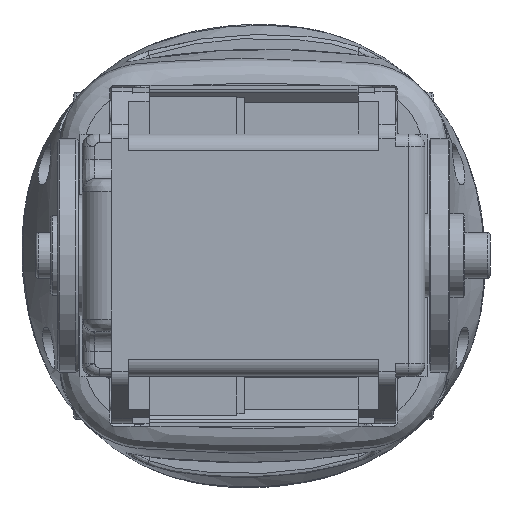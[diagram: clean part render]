
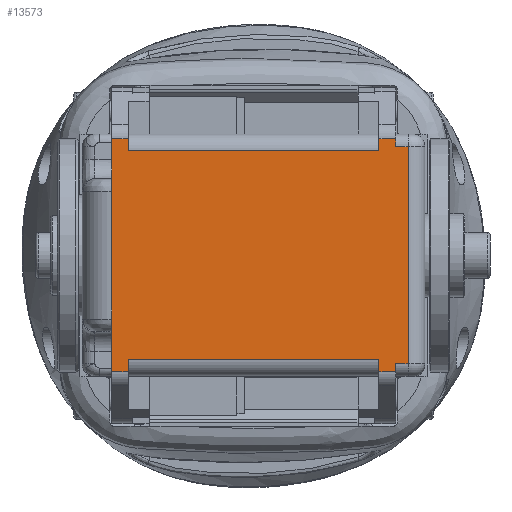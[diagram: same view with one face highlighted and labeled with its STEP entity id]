
A CAD part, top view. The second image highlights one B-rep face of the part: STEP entity #13573.
In plain terms, the highlighted planar face has unit normal (0, 0, 1).
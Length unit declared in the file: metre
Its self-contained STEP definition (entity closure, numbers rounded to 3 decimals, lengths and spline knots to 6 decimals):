
#3199=ORIENTED_EDGE('',*,*,#6042,.T.);
#3200=ORIENTED_EDGE('',*,*,#6043,.T.);
#3201=ORIENTED_EDGE('',*,*,#6044,.T.);
#3202=ORIENTED_EDGE('',*,*,#6045,.T.);
#3203=ORIENTED_EDGE('',*,*,#6046,.F.);
#3204=ORIENTED_EDGE('',*,*,#6047,.T.);
#3205=ORIENTED_EDGE('',*,*,#6048,.T.);
#3206=ORIENTED_EDGE('',*,*,#6049,.T.);
#3207=ORIENTED_EDGE('',*,*,#6050,.T.);
#3208=ORIENTED_EDGE('',*,*,#6051,.T.);
#3209=ORIENTED_EDGE('',*,*,#6052,.F.);
#3210=ORIENTED_EDGE('',*,*,#6053,.T.);
#3211=ORIENTED_EDGE('',*,*,#6054,.T.);
#3212=ORIENTED_EDGE('',*,*,#6055,.T.);
#3213=ORIENTED_EDGE('',*,*,#6056,.T.);
#3214=ORIENTED_EDGE('',*,*,#6057,.T.);
#3215=ORIENTED_EDGE('',*,*,#6026,.F.);
#3216=ORIENTED_EDGE('',*,*,#6058,.F.);
#6026=EDGE_CURVE('',#7663,#7664,#8658,.T.);
#6042=EDGE_CURVE('',#7674,#7675,#8664,.T.);
#6043=EDGE_CURVE('',#7675,#7676,#8665,.F.);
#6044=EDGE_CURVE('',#7676,#7677,#8666,.F.);
#6045=EDGE_CURVE('',#7677,#7678,#8667,.F.);
#6046=EDGE_CURVE('',#7679,#7678,#8668,.F.);
#6047=EDGE_CURVE('',#7679,#7680,#8669,.F.);
#6048=EDGE_CURVE('',#7680,#7681,#8670,.F.);
#6049=EDGE_CURVE('',#7681,#7682,#8671,.F.);
#6050=EDGE_CURVE('',#7682,#7683,#8672,.F.);
#6051=EDGE_CURVE('',#7683,#7684,#8673,.T.);
#6052=EDGE_CURVE('',#7685,#7684,#8674,.F.);
#6053=EDGE_CURVE('',#7685,#7686,#8675,.T.);
#6054=EDGE_CURVE('',#7686,#7687,#8676,.F.);
#6055=EDGE_CURVE('',#7687,#7688,#8677,.T.);
#6056=EDGE_CURVE('',#7688,#7689,#8678,.T.);
#6057=EDGE_CURVE('',#7689,#7664,#8679,.T.);
#6058=EDGE_CURVE('',#7674,#7663,#8680,.F.);
#7663=VERTEX_POINT('',#23546);
#7664=VERTEX_POINT('',#23547);
#7674=VERTEX_POINT('',#23581);
#7675=VERTEX_POINT('',#23582);
#7676=VERTEX_POINT('',#23584);
#7677=VERTEX_POINT('',#23586);
#7678=VERTEX_POINT('',#23588);
#7679=VERTEX_POINT('',#23590);
#7680=VERTEX_POINT('',#23592);
#7681=VERTEX_POINT('',#23594);
#7682=VERTEX_POINT('',#23596);
#7683=VERTEX_POINT('',#23598);
#7684=VERTEX_POINT('',#23600);
#7685=VERTEX_POINT('',#23602);
#7686=VERTEX_POINT('',#23604);
#7687=VERTEX_POINT('',#23606);
#7688=VERTEX_POINT('',#23608);
#7689=VERTEX_POINT('',#23610);
#8658=LINE('',#23545,#9744);
#8664=LINE('',#23580,#9750);
#8665=LINE('',#23583,#9751);
#8666=LINE('',#23585,#9752);
#8667=LINE('',#23587,#9753);
#8668=LINE('',#23589,#9754);
#8669=LINE('',#23591,#9755);
#8670=LINE('',#23593,#9756);
#8671=LINE('',#23595,#9757);
#8672=LINE('',#23597,#9758);
#8673=LINE('',#23599,#9759);
#8674=LINE('',#23601,#9760);
#8675=LINE('',#23603,#9761);
#8676=LINE('',#23605,#9762);
#8677=LINE('',#23607,#9763);
#8678=LINE('',#23609,#9764);
#8679=LINE('',#23611,#9765);
#8680=LINE('',#23612,#9766);
#9744=VECTOR('',#16901,1.);
#9750=VECTOR('',#16935,1.);
#9751=VECTOR('',#16936,1.);
#9752=VECTOR('',#16937,1.);
#9753=VECTOR('',#16938,1.);
#9754=VECTOR('',#16939,1.);
#9755=VECTOR('',#16940,1.);
#9756=VECTOR('',#16941,1.);
#9757=VECTOR('',#16942,1.);
#9758=VECTOR('',#16943,1.);
#9759=VECTOR('',#16944,1.);
#9760=VECTOR('',#16945,1.);
#9761=VECTOR('',#16946,1.);
#9762=VECTOR('',#16947,1.);
#9763=VECTOR('',#16948,1.);
#9764=VECTOR('',#16949,1.);
#9765=VECTOR('',#16950,1.);
#9766=VECTOR('',#16951,1.);
#11116=EDGE_LOOP('',(#3199,#3200,#3201,#3202,#3203,#3204,#3205,#3206,#3207,
#3208,#3209,#3210,#3211,#3212,#3213,#3214,#3215,#3216));
#12230=FACE_BOUND('',#11116,.T.);
#12887=PLANE('',#14720);
#13573=ADVANCED_FACE('',(#12230),#12887,.T.);
#14720=AXIS2_PLACEMENT_3D('',#23579,#16933,#16934);
#16901=DIRECTION('',(-1.,0.,0.));
#16933=DIRECTION('',(0.,0.,1.));
#16934=DIRECTION('',(0.,-1.,0.));
#16935=DIRECTION('',(1.,0.,0.));
#16936=DIRECTION('',(0.,-1.,0.));
#16937=DIRECTION('',(1.,0.,0.));
#16938=DIRECTION('',(0.,-1.,0.));
#16939=DIRECTION('',(1.,0.,0.));
#16940=DIRECTION('',(0.,-1.,0.));
#16941=DIRECTION('',(1.,0.,0.));
#16942=DIRECTION('',(1.,0.,0.));
#16943=DIRECTION('',(1.,0.,0.));
#16944=DIRECTION('',(0.,-1.,0.));
#16945=DIRECTION('',(1.,0.,0.));
#16946=DIRECTION('',(0.,-1.,0.));
#16947=DIRECTION('',(1.,0.,0.));
#16948=DIRECTION('',(0.,-1.,0.));
#16949=DIRECTION('',(1.,0.,0.));
#16950=DIRECTION('',(0.,-1.,0.));
#16951=DIRECTION('',(0.,1.,0.));
#23545=CARTESIAN_POINT('',(0.014632,-0.0185,0.013));
#23546=CARTESIAN_POINT('',(0.013,-0.0185,0.013));
#23547=CARTESIAN_POINT('',(-0.013,-0.0185,0.013));
#23579=CARTESIAN_POINT('',(0.0145,0.0205,0.013));
#23580=CARTESIAN_POINT('',(0.0145,-0.017,0.013));
#23581=CARTESIAN_POINT('',(0.013,-0.017,0.013));
#23582=CARTESIAN_POINT('',(0.013941,-0.017,0.013));
#23583=CARTESIAN_POINT('',(0.013941,0.0205,0.013));
#23584=CARTESIAN_POINT('',(0.013941,-0.015,0.013));
#23585=CARTESIAN_POINT('',(0.,-0.015,0.013));
#23586=CARTESIAN_POINT('',(0.0125,-0.015,0.013));
#23587=CARTESIAN_POINT('',(0.0125,0.0205,0.013));
#23588=CARTESIAN_POINT('',(0.0125,0.015,0.013));
#23589=CARTESIAN_POINT('',(0.,0.015,0.013));
#23590=CARTESIAN_POINT('',(0.013941,0.015,0.013));
#23591=CARTESIAN_POINT('',(0.013941,0.0205,0.013));
#23592=CARTESIAN_POINT('',(0.013941,0.017,0.013));
#23593=CARTESIAN_POINT('',(0.0145,0.017,0.013));
#23594=CARTESIAN_POINT('',(0.00765,0.017,0.013));
#23595=CARTESIAN_POINT('',(0.0145,0.017,0.013));
#23596=CARTESIAN_POINT('',(-0.00765,0.017,0.013));
#23597=CARTESIAN_POINT('',(0.0145,0.017,0.013));
#23598=CARTESIAN_POINT('',(-0.013941,0.017,0.013));
#23599=CARTESIAN_POINT('',(-0.013941,0.0205,0.013));
#23600=CARTESIAN_POINT('',(-0.013941,0.015,0.013));
#23601=CARTESIAN_POINT('',(0.,0.015,0.013));
#23602=CARTESIAN_POINT('',(-0.0125,0.015,0.013));
#23603=CARTESIAN_POINT('',(-0.0125,0.0205,0.013));
#23604=CARTESIAN_POINT('',(-0.0125,-0.015,0.013));
#23605=CARTESIAN_POINT('',(0.,-0.015,0.013));
#23606=CARTESIAN_POINT('',(-0.013941,-0.015,0.013));
#23607=CARTESIAN_POINT('',(-0.013941,0.0205,0.013));
#23608=CARTESIAN_POINT('',(-0.013941,-0.017,0.013));
#23609=CARTESIAN_POINT('',(0.0145,-0.017,0.013));
#23610=CARTESIAN_POINT('',(-0.013,-0.017,0.013));
#23611=CARTESIAN_POINT('',(-0.013,0.0205,0.013));
#23612=CARTESIAN_POINT('',(0.013,-0.01864,0.013));
